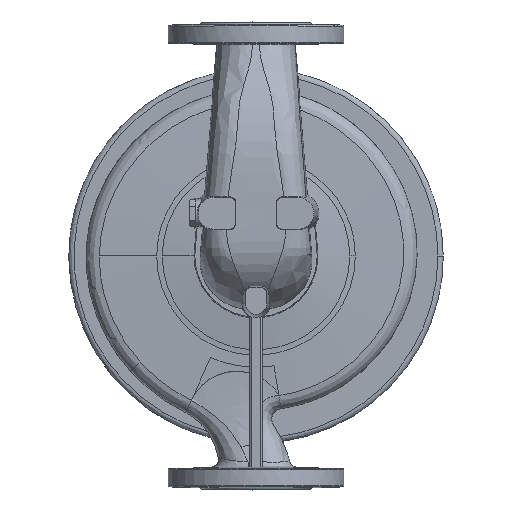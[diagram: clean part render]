
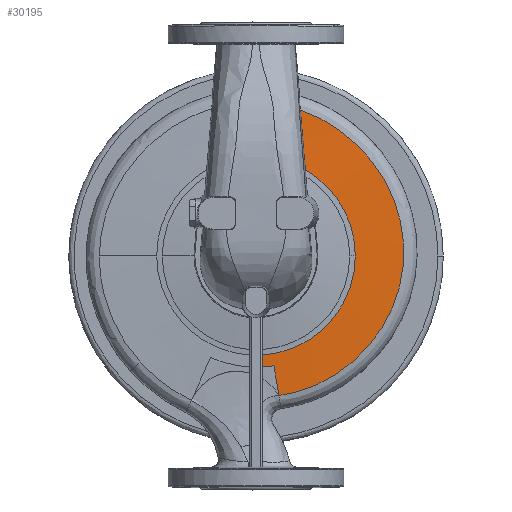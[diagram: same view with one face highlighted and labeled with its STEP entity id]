
A CAD part, top view. The second image highlights one B-rep face of the part: STEP entity #30195.
In plain terms, the highlighted conical face has half-angle 88 degrees and reference radius 143.5 mm.
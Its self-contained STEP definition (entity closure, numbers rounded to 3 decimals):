
#389 = CARTESIAN_POINT ( 'NONE',  ( 102.138, -30.516, -93.772 ) ) ;
#3416 = ORIENTED_EDGE ( 'NONE', *, *, #77641, .T. ) ;
#3994 = CARTESIAN_POINT ( 'NONE',  ( -37.001, -40., -92.171 ) ) ;
#4287 = CARTESIAN_POINT ( 'NONE',  ( -31.001, -144.461, -92.581 ) ) ;
#4605 = CARTESIAN_POINT ( 'NONE',  ( 100.545, -15.163, -93.782 ) ) ;
#5460 = EDGE_CURVE ( 'NONE', #64768, #42427, #87593, .T. ) ;
#5464 = EDGE_LOOP ( 'NONE', ( #31530, #3416, #35206, #84749, #22879, #42923, #68395 ) ) ;
#5496 = CARTESIAN_POINT ( 'NONE',  ( 102.276, -38.25, -93.766 ) ) ;
#6080 = VERTEX_POINT ( 'NONE', #46537 ) ;
#6968 = EDGE_CURVE ( 'NONE', #37964, #45399, #39306, .T. ) ;
#7193 = CARTESIAN_POINT ( 'NONE',  ( 92.207, 14.612, -93.8 ) ) ;
#10074 = EDGE_CURVE ( 'NONE', #43985, #32096, #73469, .T. ) ;
#10360 = AXIS2_PLACEMENT_3D ( 'NONE', #3994, #88276, #34795 ) ;
#13807 = AXIS2_PLACEMENT_3D ( 'NONE', #38504, #60230, #60683 ) ;
#14008 = CARTESIAN_POINT ( 'NONE',  ( -15.503, -171.309, -93.556 ) ) ;
#14454 = CARTESIAN_POINT ( 'NONE',  ( 93.611, -83.521, -93.709 ) ) ;
#14881 = FACE_OUTER_BOUND ( 'NONE', #5464, .T. ) ;
#18662 = CARTESIAN_POINT ( 'NONE',  ( 59.562, -134.627, -93.622 ) ) ;
#19108 = CARTESIAN_POINT ( 'NONE',  ( 51.634, 70.723, -93.854 ) ) ;
#20811 = CARTESIAN_POINT ( 'NONE',  ( 99.087, -7.536, -93.787 ) ) ;
#21260 = CARTESIAN_POINT ( 'NONE',  ( 81.437, -107.609, -93.669 ) ) ;
#21574 = EDGE_CURVE ( 'NONE', #64768, #37964, #71093, .T. ) ;
#22879 = ORIENTED_EDGE ( 'NONE', *, *, #5460, .T. ) ;
#25492 = CARTESIAN_POINT ( 'NONE',  ( -7.897, -170.12, -93.563 ) ) ;
#25546 = AXIS2_PLACEMENT_3D ( 'NONE', #56571, #70157, #42527 ) ;
#25980 = B_SPLINE_CURVE_WITH_KNOTS ( 'NONE', 3,
 ( #74855, #88438, #53121, #40857 ),
 .UNSPECIFIED., .F., .F.,
 ( 4, 4 ),
 ( 0., 1. ),
 .UNSPECIFIED. ) ;
#26572 = CARTESIAN_POINT ( 'NONE',  ( 9.432, 41.044, -92.171 ) ) ;
#28502 = CARTESIAN_POINT ( 'NONE',  ( 99.767, -61.2, -93.74 ) ) ;
#30195 = ADVANCED_FACE ( 'NONE', ( #14881 ), #32785, .T. ) ;
#31403 = CARTESIAN_POINT ( 'NONE',  ( 4.763, 97.277, -93.92 ) ) ;
#31530 = ORIENTED_EDGE ( 'NONE', *, *, #34262, .T. ) ;
#32096 = VERTEX_POINT ( 'NONE', #73286 ) ;
#32731 = CARTESIAN_POINT ( 'NONE',  ( 87.181, -97.551, -93.687 ) ) ;
#32785 = CONICAL_SURFACE ( 'NONE', #25546, 143.5, 1.536 ) ;
#33168 = CARTESIAN_POINT ( 'NONE',  ( 96.148, -76.198, -93.72 ) ) ;
#34262 = EDGE_CURVE ( 'NONE', #32096, #6080, #77134, .T. ) ;
#34795 = DIRECTION ( 'NONE',  ( 0.057, -0.998, 0. ) ) ;
#35206 = ORIENTED_EDGE ( 'NONE', *, *, #6968, .F. ) ;
#35296 = CARTESIAN_POINT ( 'NONE',  ( 98.984, -64.979, -93.735 ) ) ;
#37964 = VERTEX_POINT ( 'NONE', #31403 ) ;
#38504 = CARTESIAN_POINT ( 'NONE',  ( -37.001, -40., -92.171 ) ) ;
#39084 = CARTESIAN_POINT ( 'NONE',  ( 101.447, -49.767, -93.754 ) ) ;
#39306 = B_SPLINE_CURVE_WITH_KNOTS ( 'NONE', 3,
 ( #87995, #39526, #48460, #39972, #81206, #19108, #66705, #55687, #76544, #67605, #80759, #7193, #46764, #20811, #4605, #389, #5496, #39084, #54007, #28502, #35296, #33168, #14454, #62928, #32731, #69729, #21260, #87535, #60791, #18662, #83332, #81646, #48910, #62485, #59904, #46317, #41659, #25492, #42093, #14008 ),
 .UNSPECIFIED., .F., .F.,
 ( 4, 2, 2, 2, 2, 2, 2, 2, 2, 2, 2, 2, 2, 2, 2, 2, 2, 2, 2, 4 ),
 ( 0., 0.063, 0.125, 0.188, 0.25, 0.313, 0.375, 0.438, 0.5, 0.531, 0.563, 0.625, 0.656, 0.688, 0.75, 0.813, 0.875, 0.938, 0.969, 1. ),
 .UNSPECIFIED. ) ;
#39526 = CARTESIAN_POINT ( 'NONE',  ( 12.084, 94.799, -93.911 ) ) ;
#39972 = CARTESIAN_POINT ( 'NONE',  ( 32.825, 84.395, -93.883 ) ) ;
#40857 = CARTESIAN_POINT ( 'NONE',  ( -15.503, -171.309, -93.556 ) ) ;
#41659 = CARTESIAN_POINT ( 'NONE',  ( -0.392, -168.423, -93.57 ) ) ;
#41923 = CARTESIAN_POINT ( 'NONE',  ( 9.432, 41.044, -92.171 ) ) ;
#42093 = CARTESIAN_POINT ( 'NONE',  ( -11.69, -170.801, -93.559 ) ) ;
#42427 = VERTEX_POINT ( 'NONE', #44669 ) ;
#42527 = DIRECTION ( 'NONE',  ( -1., 0., 0. ) ) ;
#42923 = ORIENTED_EDGE ( 'NONE', *, *, #64513, .T. ) ;
#43985 = VERTEX_POINT ( 'NONE', #49772 ) ;
#44669 = CARTESIAN_POINT ( 'NONE',  ( 56.403, -40., -92.171 ) ) ;
#45399 = VERTEX_POINT ( 'NONE', #79921 ) ;
#46317 = CARTESIAN_POINT ( 'NONE',  ( 3.321, -167.406, -93.574 ) ) ;
#46537 = CARTESIAN_POINT ( 'NONE',  ( -20.095, -143.258, -92.563 ) ) ;
#46764 = CARTESIAN_POINT ( 'NONE',  ( 94.918, 7.356, -93.796 ) ) ;
#46952 = CARTESIAN_POINT ( 'NONE',  ( 4.763, 97.277, -93.92 ) ) ;
#48460 = CARTESIAN_POINT ( 'NONE',  ( 19.2, 91.71, -93.902 ) ) ;
#48910 = CARTESIAN_POINT ( 'NONE',  ( 35.02, -153.541, -93.597 ) ) ;
#49772 = CARTESIAN_POINT ( 'NONE',  ( -31.001, -133.211, -92.171 ) ) ;
#50154 = CARTESIAN_POINT ( 'NONE',  ( -31.001, -144.461, -92.581 ) ) ;
#50600 = CARTESIAN_POINT ( 'NONE',  ( -27.348, -144.252, -92.563 ) ) ;
#53121 = CARTESIAN_POINT ( 'NONE',  ( -17.034, -161.959, -93.225 ) ) ;
#53692 = CARTESIAN_POINT ( 'NONE',  ( -30.976, -140.711, -92.432 ) ) ;
#54007 = CARTESIAN_POINT ( 'NONE',  ( 100.999, -53.593, -93.75 ) ) ;
#54656 = CARTESIAN_POINT ( 'NONE',  ( 7.876, 59.789, -92.754 ) ) ;
#55687 = CARTESIAN_POINT ( 'NONE',  ( 68.082, 54.225, -93.83 ) ) ;
#56500 = CARTESIAN_POINT ( 'NONE',  ( -23.706, -143.85, -92.563 ) ) ;
#56571 = CARTESIAN_POINT ( 'NONE',  ( -37.001, -40., -93.92 ) ) ;
#59904 = CARTESIAN_POINT ( 'NONE',  ( 14.296, -163.853, -93.583 ) ) ;
#60230 = DIRECTION ( 'NONE',  ( 0., 0., -1. ) ) ;
#60683 = DIRECTION ( 'NONE',  ( 0.057, -0.998, 0. ) ) ;
#60791 = CARTESIAN_POINT ( 'NONE',  ( 70.156, -123.326, -93.641 ) ) ;
#62485 = CARTESIAN_POINT ( 'NONE',  ( 21.397, -160.814, -93.587 ) ) ;
#62928 = CARTESIAN_POINT ( 'NONE',  ( 88.902, -94.094, -93.692 ) ) ;
#64513 = EDGE_CURVE ( 'NONE', #42427, #43985, #78431, .T. ) ;
#64768 = VERTEX_POINT ( 'NONE', #41923 ) ;
#66705 = CARTESIAN_POINT ( 'NONE',  ( 57.413, 65.502, -93.846 ) ) ;
#67278 = CARTESIAN_POINT ( 'NONE',  ( -30.976, -136.96, -92.301 ) ) ;
#67346 = CARTESIAN_POINT ( 'NONE',  ( 6.319, 78.533, -93.337 ) ) ;
#67605 = CARTESIAN_POINT ( 'NONE',  ( 81.741, 35.362, -93.813 ) ) ;
#68395 = ORIENTED_EDGE ( 'NONE', *, *, #10074, .T. ) ;
#69729 = CARTESIAN_POINT ( 'NONE',  ( 83.448, -104.309, -93.675 ) ) ;
#70157 = DIRECTION ( 'NONE',  ( 0., 0., -1. ) ) ;
#71093 = B_SPLINE_CURVE_WITH_KNOTS ( 'NONE', 3,
 ( #26572, #54656, #67346, #46952 ),
 .UNSPECIFIED., .F., .F.,
 ( 4, 4 ),
 ( 0., 1. ),
 .UNSPECIFIED. ) ;
#73286 = CARTESIAN_POINT ( 'NONE',  ( -31.001, -144.461, -92.581 ) ) ;
#73469 = B_SPLINE_CURVE_WITH_KNOTS ( 'NONE', 3,
 ( #87664, #67278, #53692, #4287 ),
 .UNSPECIFIED., .F., .F.,
 ( 4, 4 ),
 ( 0., 1. ),
 .UNSPECIFIED. ) ;
#74855 = CARTESIAN_POINT ( 'NONE',  ( -20.095, -143.258, -92.563 ) ) ;
#76544 = CARTESIAN_POINT ( 'NONE',  ( 72.973, 48.168, -93.824 ) ) ;
#76899 = CARTESIAN_POINT ( 'NONE',  ( -20.095, -143.258, -92.563 ) ) ;
#77134 = B_SPLINE_CURVE_WITH_KNOTS ( 'NONE', 3,
 ( #50154, #50600, #56500, #76899 ),
 .UNSPECIFIED., .F., .F.,
 ( 4, 4 ),
 ( 0., 1. ),
 .UNSPECIFIED. ) ;
#77641 = EDGE_CURVE ( 'NONE', #6080, #45399, #25980, .T. ) ;
#78431 = CIRCLE ( 'NONE', #10360, 93.403 ) ;
#79921 = CARTESIAN_POINT ( 'NONE',  ( -15.503, -171.309, -93.556 ) ) ;
#80759 = CARTESIAN_POINT ( 'NONE',  ( 85.617, 28.616, -93.808 ) ) ;
#81206 = CARTESIAN_POINT ( 'NONE',  ( 39.339, 80.171, -93.873 ) ) ;
#81646 = CARTESIAN_POINT ( 'NONE',  ( 41.54, -149.309, -93.602 ) ) ;
#83332 = CARTESIAN_POINT ( 'NONE',  ( 53.811, -139.851, -93.614 ) ) ;
#84749 = ORIENTED_EDGE ( 'NONE', *, *, #21574, .F. ) ;
#87535 = CARTESIAN_POINT ( 'NONE',  ( 74.997, -117.246, -93.652 ) ) ;
#87593 = CIRCLE ( 'NONE', #13807, 93.403 ) ;
#87664 = CARTESIAN_POINT ( 'NONE',  ( -31.001, -133.211, -92.171 ) ) ;
#87995 = CARTESIAN_POINT ( 'NONE',  ( 4.763, 97.277, -93.92 ) ) ;
#88276 = DIRECTION ( 'NONE',  ( 0., 0., -1. ) ) ;
#88438 = CARTESIAN_POINT ( 'NONE',  ( -18.565, -152.608, -92.894 ) ) ;
